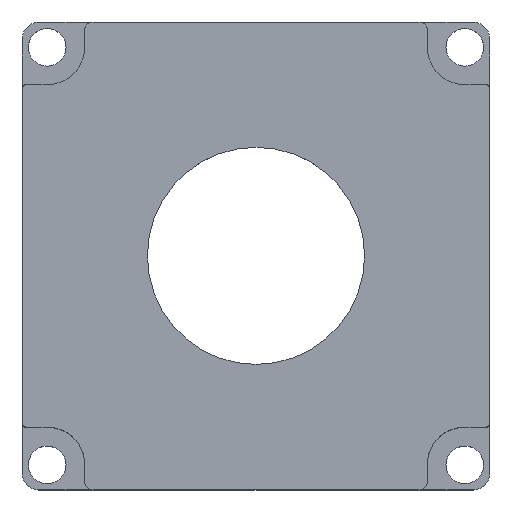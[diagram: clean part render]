
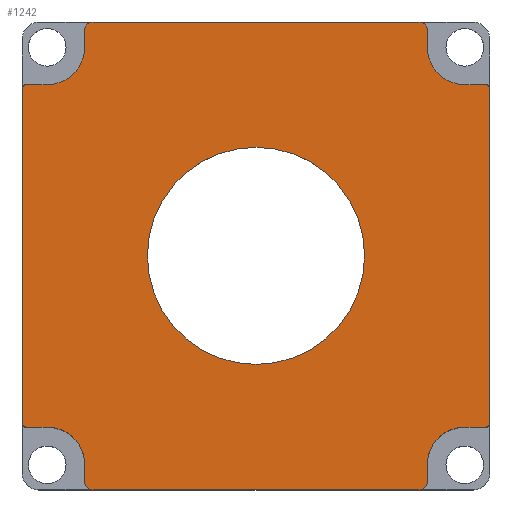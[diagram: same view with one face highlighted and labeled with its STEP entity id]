
A CAD part, top view. The second image highlights one B-rep face of the part: STEP entity #1242.
In plain terms, the highlighted planar face has unit normal (0, 0, 1).
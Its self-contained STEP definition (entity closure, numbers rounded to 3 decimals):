
#49=FACE_BOUND('',#129,.T.);
#61=FACE_OUTER_BOUND('',#128,.T.);
#128=EDGE_LOOP('',(#860,#861,#862,#863,#864,#865,#866,#867,#868,#869,#870,
#871,#872,#873,#874,#875,#876,#877,#878,#879,#880,#881,#882,#883));
#129=EDGE_LOOP('',(#884));
#217=LINE('',#1904,#340);
#218=LINE('',#1908,#341);
#219=LINE('',#1912,#342);
#220=LINE('',#1916,#343);
#221=LINE('',#1920,#344);
#222=LINE('',#1924,#345);
#223=LINE('',#1928,#346);
#224=LINE('',#1932,#347);
#225=LINE('',#1936,#348);
#226=LINE('',#1940,#349);
#227=LINE('',#1944,#350);
#228=LINE('',#1948,#351);
#340=VECTOR('',#1503,10.);
#341=VECTOR('',#1506,10.);
#342=VECTOR('',#1509,10.);
#343=VECTOR('',#1512,10.);
#344=VECTOR('',#1515,10.);
#345=VECTOR('',#1518,10.);
#346=VECTOR('',#1521,10.);
#347=VECTOR('',#1524,10.);
#348=VECTOR('',#1527,10.);
#349=VECTOR('',#1530,10.);
#350=VECTOR('',#1533,10.);
#351=VECTOR('',#1536,10.);
#461=CIRCLE('',#1335,13.);
#462=CIRCLE('',#1337,0.5);
#463=CIRCLE('',#1338,4.5);
#464=CIRCLE('',#1339,1.);
#465=CIRCLE('',#1340,1.);
#466=CIRCLE('',#1341,4.5);
#467=CIRCLE('',#1342,0.5);
#468=CIRCLE('',#1343,0.5);
#469=CIRCLE('',#1344,4.5);
#470=CIRCLE('',#1345,1.);
#471=CIRCLE('',#1346,1.);
#472=CIRCLE('',#1347,4.5);
#473=CIRCLE('',#1348,0.5);
#541=VERTEX_POINT('',#1898);
#542=VERTEX_POINT('',#1902);
#543=VERTEX_POINT('',#1903);
#544=VERTEX_POINT('',#1905);
#545=VERTEX_POINT('',#1907);
#546=VERTEX_POINT('',#1909);
#547=VERTEX_POINT('',#1911);
#548=VERTEX_POINT('',#1913);
#549=VERTEX_POINT('',#1915);
#550=VERTEX_POINT('',#1917);
#551=VERTEX_POINT('',#1919);
#552=VERTEX_POINT('',#1921);
#553=VERTEX_POINT('',#1923);
#554=VERTEX_POINT('',#1925);
#555=VERTEX_POINT('',#1927);
#556=VERTEX_POINT('',#1929);
#557=VERTEX_POINT('',#1931);
#558=VERTEX_POINT('',#1933);
#559=VERTEX_POINT('',#1935);
#560=VERTEX_POINT('',#1937);
#561=VERTEX_POINT('',#1939);
#562=VERTEX_POINT('',#1941);
#563=VERTEX_POINT('',#1943);
#564=VERTEX_POINT('',#1945);
#565=VERTEX_POINT('',#1947);
#667=EDGE_CURVE('',#541,#541,#461,.T.);
#669=EDGE_CURVE('',#542,#543,#217,.T.);
#670=EDGE_CURVE('',#543,#544,#462,.T.);
#671=EDGE_CURVE('',#544,#545,#218,.T.);
#672=EDGE_CURVE('',#545,#546,#463,.T.);
#673=EDGE_CURVE('',#546,#547,#219,.T.);
#674=EDGE_CURVE('',#547,#548,#464,.T.);
#675=EDGE_CURVE('',#548,#549,#220,.T.);
#676=EDGE_CURVE('',#549,#550,#465,.T.);
#677=EDGE_CURVE('',#550,#551,#221,.T.);
#678=EDGE_CURVE('',#551,#552,#466,.T.);
#679=EDGE_CURVE('',#552,#553,#222,.T.);
#680=EDGE_CURVE('',#553,#554,#467,.T.);
#681=EDGE_CURVE('',#554,#555,#223,.T.);
#682=EDGE_CURVE('',#555,#556,#468,.T.);
#683=EDGE_CURVE('',#556,#557,#224,.T.);
#684=EDGE_CURVE('',#557,#558,#469,.T.);
#685=EDGE_CURVE('',#558,#559,#225,.T.);
#686=EDGE_CURVE('',#559,#560,#470,.T.);
#687=EDGE_CURVE('',#560,#561,#226,.T.);
#688=EDGE_CURVE('',#561,#562,#471,.T.);
#689=EDGE_CURVE('',#562,#563,#227,.T.);
#690=EDGE_CURVE('',#563,#564,#472,.T.);
#691=EDGE_CURVE('',#564,#565,#228,.T.);
#692=EDGE_CURVE('',#565,#542,#473,.T.);
#860=ORIENTED_EDGE('',*,*,#669,.T.);
#861=ORIENTED_EDGE('',*,*,#670,.T.);
#862=ORIENTED_EDGE('',*,*,#671,.T.);
#863=ORIENTED_EDGE('',*,*,#672,.T.);
#864=ORIENTED_EDGE('',*,*,#673,.T.);
#865=ORIENTED_EDGE('',*,*,#674,.T.);
#866=ORIENTED_EDGE('',*,*,#675,.T.);
#867=ORIENTED_EDGE('',*,*,#676,.T.);
#868=ORIENTED_EDGE('',*,*,#677,.T.);
#869=ORIENTED_EDGE('',*,*,#678,.T.);
#870=ORIENTED_EDGE('',*,*,#679,.T.);
#871=ORIENTED_EDGE('',*,*,#680,.T.);
#872=ORIENTED_EDGE('',*,*,#681,.T.);
#873=ORIENTED_EDGE('',*,*,#682,.T.);
#874=ORIENTED_EDGE('',*,*,#683,.T.);
#875=ORIENTED_EDGE('',*,*,#684,.T.);
#876=ORIENTED_EDGE('',*,*,#685,.T.);
#877=ORIENTED_EDGE('',*,*,#686,.T.);
#878=ORIENTED_EDGE('',*,*,#687,.T.);
#879=ORIENTED_EDGE('',*,*,#688,.T.);
#880=ORIENTED_EDGE('',*,*,#689,.T.);
#881=ORIENTED_EDGE('',*,*,#690,.T.);
#882=ORIENTED_EDGE('',*,*,#691,.T.);
#883=ORIENTED_EDGE('',*,*,#692,.T.);
#884=ORIENTED_EDGE('',*,*,#667,.T.);
#1208=PLANE('',#1336);
#1242=ADVANCED_FACE('',(#61,#49),#1208,.T.);
#1335=AXIS2_PLACEMENT_3D('',#1899,#1498,#1499);
#1336=AXIS2_PLACEMENT_3D('',#1901,#1501,#1502);
#1337=AXIS2_PLACEMENT_3D('',#1906,#1504,#1505);
#1338=AXIS2_PLACEMENT_3D('',#1910,#1507,#1508);
#1339=AXIS2_PLACEMENT_3D('',#1914,#1510,#1511);
#1340=AXIS2_PLACEMENT_3D('',#1918,#1513,#1514);
#1341=AXIS2_PLACEMENT_3D('',#1922,#1516,#1517);
#1342=AXIS2_PLACEMENT_3D('',#1926,#1519,#1520);
#1343=AXIS2_PLACEMENT_3D('',#1930,#1522,#1523);
#1344=AXIS2_PLACEMENT_3D('',#1934,#1525,#1526);
#1345=AXIS2_PLACEMENT_3D('',#1938,#1528,#1529);
#1346=AXIS2_PLACEMENT_3D('',#1942,#1531,#1532);
#1347=AXIS2_PLACEMENT_3D('',#1946,#1534,#1535);
#1348=AXIS2_PLACEMENT_3D('',#1949,#1537,#1538);
#1498=DIRECTION('center_axis',(0.,0.,-1.));
#1499=DIRECTION('ref_axis',(1.,0.,0.));
#1501=DIRECTION('center_axis',(0.,0.,1.));
#1502=DIRECTION('ref_axis',(1.,0.,0.));
#1503=DIRECTION('',(0.,-1.,0.));
#1504=DIRECTION('center_axis',(0.,0.,1.));
#1505=DIRECTION('ref_axis',(-1.,0.,0.));
#1506=DIRECTION('',(1.,0.,0.));
#1507=DIRECTION('center_axis',(0.,0.,-1.));
#1508=DIRECTION('ref_axis',(1.,0.,0.));
#1509=DIRECTION('',(0.,-1.,0.));
#1510=DIRECTION('center_axis',(0.,0.,1.));
#1511=DIRECTION('ref_axis',(-1.,0.,0.));
#1512=DIRECTION('',(1.,0.,0.));
#1513=DIRECTION('center_axis',(0.,0.,1.));
#1514=DIRECTION('ref_axis',(0.,-1.,0.));
#1515=DIRECTION('',(0.,1.,0.));
#1516=DIRECTION('center_axis',(0.,0.,-1.));
#1517=DIRECTION('ref_axis',(0.,1.,0.));
#1518=DIRECTION('',(1.,0.,0.));
#1519=DIRECTION('center_axis',(0.,0.,1.));
#1520=DIRECTION('ref_axis',(0.,-1.,0.));
#1521=DIRECTION('',(0.,1.,0.));
#1522=DIRECTION('center_axis',(0.,0.,1.));
#1523=DIRECTION('ref_axis',(1.,0.,0.));
#1524=DIRECTION('',(-1.,0.,0.));
#1525=DIRECTION('center_axis',(0.,0.,-1.));
#1526=DIRECTION('ref_axis',(-1.,0.,0.));
#1527=DIRECTION('',(0.,1.,0.));
#1528=DIRECTION('center_axis',(0.,0.,1.));
#1529=DIRECTION('ref_axis',(1.,0.,0.));
#1530=DIRECTION('',(-1.,0.,0.));
#1531=DIRECTION('center_axis',(0.,0.,1.));
#1532=DIRECTION('ref_axis',(0.,1.,0.));
#1533=DIRECTION('',(0.,-1.,0.));
#1534=DIRECTION('center_axis',(0.,0.,-1.));
#1535=DIRECTION('ref_axis',(0.,-1.,0.));
#1536=DIRECTION('',(-1.,0.,0.));
#1537=DIRECTION('center_axis',(0.,0.,1.));
#1538=DIRECTION('ref_axis',(0.,1.,0.));
#1898=CARTESIAN_POINT('',(12.,25.,21.9));
#1899=CARTESIAN_POINT('Origin',(25.,25.,21.9));
#1901=CARTESIAN_POINT('Origin',(25.,25.,21.9));
#1902=CARTESIAN_POINT('',(-3.,45.,21.9));
#1903=CARTESIAN_POINT('',(-3.,5.,21.9));
#1904=CARTESIAN_POINT('',(-3.,25.,21.9));
#1905=CARTESIAN_POINT('',(-2.5,4.5,21.9));
#1906=CARTESIAN_POINT('Origin',(-2.5,5.,21.9));
#1907=CARTESIAN_POINT('',(0.,4.5,21.9));
#1908=CARTESIAN_POINT('',(-2.5,4.5,21.9));
#1909=CARTESIAN_POINT('',(4.5,0.,21.9));
#1910=CARTESIAN_POINT('Origin',(0.,0.,21.9));
#1911=CARTESIAN_POINT('',(4.5,-2.,21.9));
#1912=CARTESIAN_POINT('',(4.5,0.,21.9));
#1913=CARTESIAN_POINT('',(5.5,-3.,21.9));
#1914=CARTESIAN_POINT('Origin',(5.5,-2.,21.9));
#1915=CARTESIAN_POINT('',(44.5,-3.,21.9));
#1916=CARTESIAN_POINT('',(5.5,-3.,21.9));
#1917=CARTESIAN_POINT('',(45.5,-2.,21.9));
#1918=CARTESIAN_POINT('Origin',(44.5,-2.,21.9));
#1919=CARTESIAN_POINT('',(45.5,0.,21.9));
#1920=CARTESIAN_POINT('',(45.5,-1.,21.9));
#1921=CARTESIAN_POINT('',(50.,4.5,21.9));
#1922=CARTESIAN_POINT('Origin',(50.,0.,21.9));
#1923=CARTESIAN_POINT('',(52.5,4.5,21.9));
#1924=CARTESIAN_POINT('',(51.,4.5,21.9));
#1925=CARTESIAN_POINT('',(53.,5.,21.9));
#1926=CARTESIAN_POINT('Origin',(52.5,5.,21.9));
#1927=CARTESIAN_POINT('',(53.,45.,21.9));
#1928=CARTESIAN_POINT('',(53.,25.,21.9));
#1929=CARTESIAN_POINT('',(52.5,45.5,21.9));
#1930=CARTESIAN_POINT('Origin',(52.5,45.,21.9));
#1931=CARTESIAN_POINT('',(50.,45.5,21.9));
#1932=CARTESIAN_POINT('',(52.5,45.5,21.9));
#1933=CARTESIAN_POINT('',(45.5,50.,21.9));
#1934=CARTESIAN_POINT('Origin',(50.,50.,21.9));
#1935=CARTESIAN_POINT('',(45.5,52.,21.9));
#1936=CARTESIAN_POINT('',(45.5,50.,21.9));
#1937=CARTESIAN_POINT('',(44.5,53.,21.9));
#1938=CARTESIAN_POINT('Origin',(44.5,52.,21.9));
#1939=CARTESIAN_POINT('',(5.5,53.,21.9));
#1940=CARTESIAN_POINT('',(44.5,53.,21.9));
#1941=CARTESIAN_POINT('',(4.5,52.,21.9));
#1942=CARTESIAN_POINT('Origin',(5.5,52.,21.9));
#1943=CARTESIAN_POINT('',(4.5,50.,21.9));
#1944=CARTESIAN_POINT('',(4.5,51.,21.9));
#1945=CARTESIAN_POINT('',(0.,45.5,21.9));
#1946=CARTESIAN_POINT('Origin',(0.,50.,21.9));
#1947=CARTESIAN_POINT('',(-2.5,45.5,21.9));
#1948=CARTESIAN_POINT('',(-1.,45.5,21.9));
#1949=CARTESIAN_POINT('Origin',(-2.5,45.,21.9));
